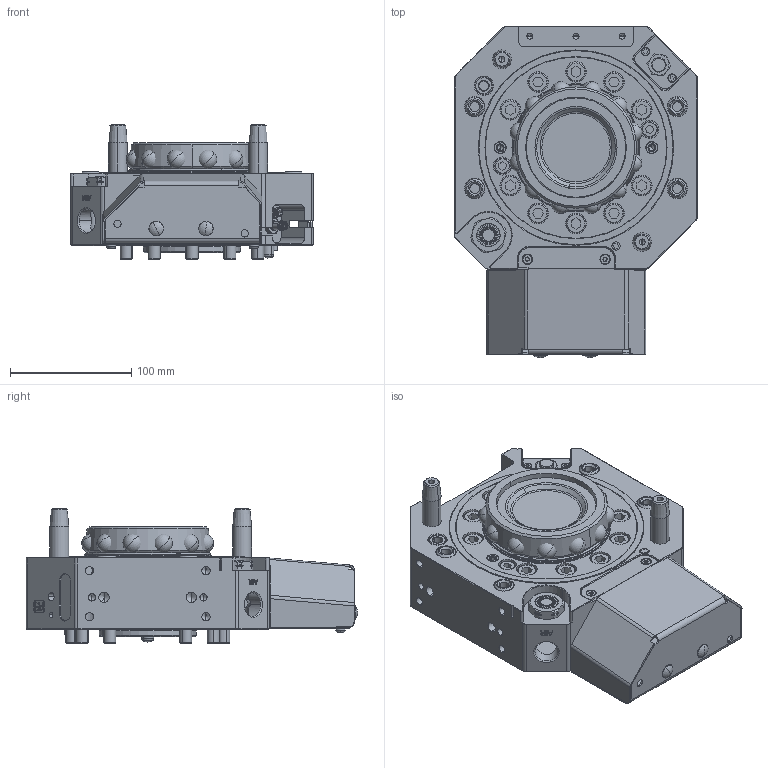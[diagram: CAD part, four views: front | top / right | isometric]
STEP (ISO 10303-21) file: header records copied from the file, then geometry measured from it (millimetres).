
FILE_DESCRIPTION (( 'STEP AP214' ), '1' );
FILE_NAME ('P7720.STEP', '2023-09-04T06:18:13', ( '' ), ( '' ), 'SwSTEP 2.0', 'SolidWorks 2021', '' );
FILE_SCHEMA (( 'AUTOMOTIVE_DESIGN' ));
Length unit declared in the file: millimetre
Products named in the file (1): P7720
Bounding box: 200 x 273.01 x 110.8 mm (x, y, z)
Volume: 2377326.7 mm3; surface area: 407888.6 mm2
Topology: 75 solids, 79 shells, 2119 faces, 5116 edges, 3178 vertices
Faces by surface type: plane 803, cylinder 735, cone 409, torus 118, sphere 32, bspline 22
Entity records: 87761 total; most frequent: CARTESIAN_POINT 13883, DIRECTION 10841, ORIENTED_EDGE 9956, EDGE_CURVE 4978, AXIS2_PLACEMENT_3D 4104, VERTEX_POINT 3141, VECTOR 2633, LINE 2633
